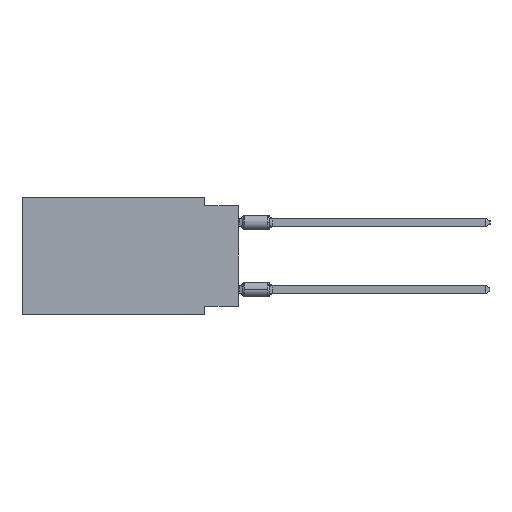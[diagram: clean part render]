
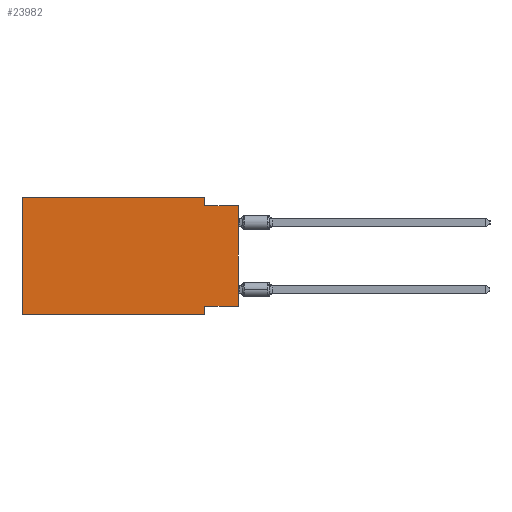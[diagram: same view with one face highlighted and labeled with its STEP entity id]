
A CAD part, left-side view. The second image highlights one B-rep face of the part: STEP entity #23982.
In plain terms, the highlighted planar face has unit normal (-1, 0, 0).
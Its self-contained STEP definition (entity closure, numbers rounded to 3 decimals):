
#557 = ORIENTED_EDGE ( 'NONE', *, *, #23444, .F. ) ;
#565 = ORIENTED_EDGE ( 'NONE', *, *, #21270, .T. ) ;
#966 = CARTESIAN_POINT ( 'NONE',  ( 0., 2.54, 0. ) ) ;
#1644 = EDGE_CURVE ( 'NONE', #31376, #13223, #12303, .T. ) ;
#1668 = VERTEX_POINT ( 'NONE', #7755 ) ;
#1863 = LINE ( 'NONE', #11251, #12547 ) ;
#2639 = LINE ( 'NONE', #14942, #29118 ) ;
#3544 = DIRECTION ( 'NONE',  ( 0., 0., -1. ) ) ;
#5302 = LINE ( 'NONE', #20357, #13659 ) ;
#5420 = DIRECTION ( 'NONE',  ( 1., 0., 0. ) ) ;
#5636 = VERTEX_POINT ( 'NONE', #23974 ) ;
#6516 = EDGE_CURVE ( 'NONE', #25164, #23623, #23416, .T. ) ;
#7644 = CARTESIAN_POINT ( 'NONE',  ( 0., 16.383, 0. ) ) ;
#7693 = ORIENTED_EDGE ( 'NONE', *, *, #6516, .F. ) ;
#7755 = CARTESIAN_POINT ( 'NONE',  ( 0., 0., -8.255 ) ) ;
#7789 = EDGE_CURVE ( 'NONE', #12178, #25164, #1863, .T. ) ;
#8148 = DIRECTION ( 'NONE',  ( 0., 0., -1. ) ) ;
#8264 = EDGE_CURVE ( 'NONE', #1668, #5636, #31808, .T. ) ;
#8525 = EDGE_CURVE ( 'NONE', #31376, #12178, #20272, .T. ) ;
#9021 = CARTESIAN_POINT ( 'NONE',  ( 0., 2.54, -8.89 ) ) ;
#9985 = ORIENTED_EDGE ( 'NONE', *, *, #13139, .F. ) ;
#10264 = CARTESIAN_POINT ( 'NONE',  ( 0., 16.383, 0. ) ) ;
#10631 = VECTOR ( 'NONE', #3544, 1000. ) ;
#11251 = CARTESIAN_POINT ( 'NONE',  ( 0., 16.383, 0. ) ) ;
#12178 = VERTEX_POINT ( 'NONE', #23549 ) ;
#12303 = LINE ( 'NONE', #21882, #26840 ) ;
#12443 = ORIENTED_EDGE ( 'NONE', *, *, #8264, .F. ) ;
#12545 = FACE_OUTER_BOUND ( 'NONE', #31181, .T. ) ;
#12547 = VECTOR ( 'NONE', #13845, 1000. ) ;
#13139 = EDGE_CURVE ( 'NONE', #5636, #13223, #28657, .T. ) ;
#13223 = VERTEX_POINT ( 'NONE', #31883 ) ;
#13659 = VECTOR ( 'NONE', #25066, 1000. ) ;
#13845 = DIRECTION ( 'NONE',  ( 0., -1., 0. ) ) ;
#14166 = CARTESIAN_POINT ( 'NONE',  ( 0., 2.54, 0. ) ) ;
#14454 = CARTESIAN_POINT ( 'NONE',  ( 0., 0., -8.255 ) ) ;
#14942 = CARTESIAN_POINT ( 'NONE',  ( 0., 0., 0. ) ) ;
#15756 = AXIS2_PLACEMENT_3D ( 'NONE', #10264, #5420, #8148 ) ;
#16281 = DIRECTION ( 'NONE',  ( 0., 0., -1. ) ) ;
#18574 = CARTESIAN_POINT ( 'NONE',  ( 0., 2.54, -0.635 ) ) ;
#19801 = DIRECTION ( 'NONE',  ( 0., 0., 1. ) ) ;
#19906 = CARTESIAN_POINT ( 'NONE',  ( 0., 16.383, -8.89 ) ) ;
#20181 = ORIENTED_EDGE ( 'NONE', *, *, #7789, .F. ) ;
#20272 = LINE ( 'NONE', #7644, #27602 ) ;
#20357 = CARTESIAN_POINT ( 'NONE',  ( 0., 0., -0.635 ) ) ;
#20425 = VERTEX_POINT ( 'NONE', #27463 ) ;
#20436 = DIRECTION ( 'NONE',  ( 0., 0., 1. ) ) ;
#20542 = ORIENTED_EDGE ( 'NONE', *, *, #1644, .T. ) ;
#21270 = EDGE_CURVE ( 'NONE', #1668, #20425, #2639, .T. ) ;
#21882 = CARTESIAN_POINT ( 'NONE',  ( 0., 16.383, -8.89 ) ) ;
#23416 = LINE ( 'NONE', #14166, #23812 ) ;
#23444 = EDGE_CURVE ( 'NONE', #23623, #20425, #5302, .T. ) ;
#23549 = CARTESIAN_POINT ( 'NONE',  ( 0., 16.383, 0. ) ) ;
#23623 = VERTEX_POINT ( 'NONE', #18574 ) ;
#23812 = VECTOR ( 'NONE', #16281, 1000. ) ;
#23974 = CARTESIAN_POINT ( 'NONE',  ( 0., 2.54, -8.255 ) ) ;
#23982 = ADVANCED_FACE ( 'NONE', ( #12545 ), #30384, .F. ) ;
#24400 = ORIENTED_EDGE ( 'NONE', *, *, #8525, .F. ) ;
#25066 = DIRECTION ( 'NONE',  ( 0., -1., 0. ) ) ;
#25164 = VERTEX_POINT ( 'NONE', #966 ) ;
#26035 = VECTOR ( 'NONE', #29712, 1000. ) ;
#26840 = VECTOR ( 'NONE', #29343, 1000. ) ;
#27463 = CARTESIAN_POINT ( 'NONE',  ( 0., 0., -0.635 ) ) ;
#27602 = VECTOR ( 'NONE', #20436, 1000. ) ;
#28657 = LINE ( 'NONE', #9021, #10631 ) ;
#29118 = VECTOR ( 'NONE', #19801, 1000. ) ;
#29343 = DIRECTION ( 'NONE',  ( 0., -1., 0. ) ) ;
#29712 = DIRECTION ( 'NONE',  ( 0., 1., 0. ) ) ;
#30384 = PLANE ( 'NONE',  #15756 ) ;
#31181 = EDGE_LOOP ( 'NONE', ( #565, #557, #7693, #20181, #24400, #20542, #9985, #12443 ) ) ;
#31376 = VERTEX_POINT ( 'NONE', #19906 ) ;
#31808 = LINE ( 'NONE', #14454, #26035 ) ;
#31883 = CARTESIAN_POINT ( 'NONE',  ( 0., 2.54, -8.89 ) ) ;
